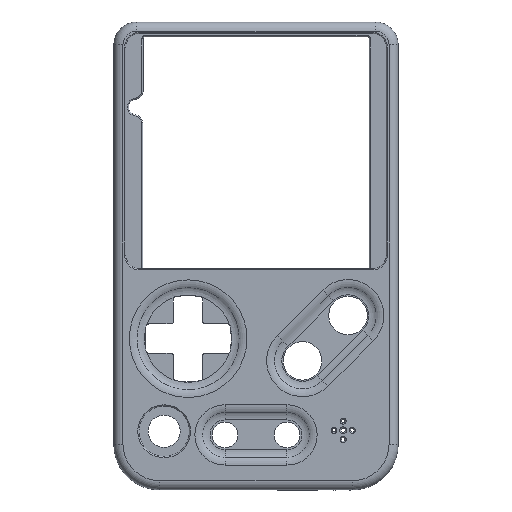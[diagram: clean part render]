
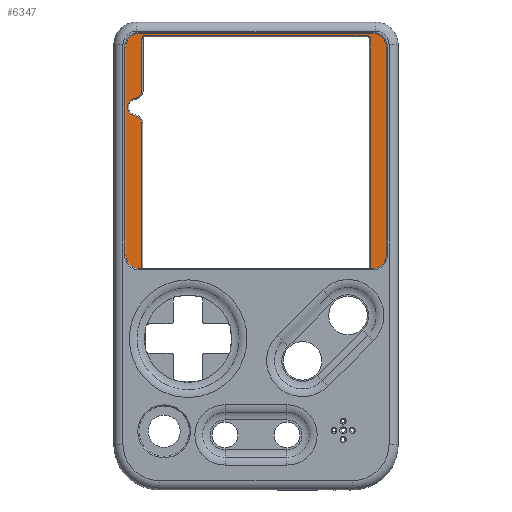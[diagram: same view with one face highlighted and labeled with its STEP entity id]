
A CAD part, top view. The second image highlights one B-rep face of the part: STEP entity #6347.
In plain terms, the highlighted planar face has unit normal (0, 0, 1).
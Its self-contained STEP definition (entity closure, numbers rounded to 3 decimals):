
#136=PLANE('',#6844);
#299=FACE_OUTER_BOUND('',#669,.T.);
#669=EDGE_LOOP('',(#4464,#4465,#4466,#4467,#4468,#4469,#4470,#4471,#4472,
#4473,#4474,#4475,#4476,#4477,#4478,#4479,#4480,#4481));
#1124=LINE('',#9997,#1660);
#1127=LINE('',#10007,#1663);
#1131=LINE('',#10019,#1667);
#1145=LINE('',#10049,#1681);
#1147=LINE('',#10061,#1683);
#1148=LINE('',#10065,#1684);
#1149=LINE('',#10069,#1685);
#1150=LINE('',#10073,#1686);
#1151=LINE('',#10076,#1687);
#1660=VECTOR('',#7840,10.);
#1663=VECTOR('',#7851,10.);
#1667=VECTOR('',#7863,10.);
#1681=VECTOR('',#7895,10.);
#1683=VECTOR('',#7911,10.);
#1684=VECTOR('',#7914,10.);
#1685=VECTOR('',#7917,10.);
#1686=VECTOR('',#7920,10.);
#1687=VECTOR('',#7923,10.);
#2208=CIRCLE('',#6822,0.75);
#2210=CIRCLE('',#6826,0.75);
#2213=CIRCLE('',#6831,1.75);
#2215=CIRCLE('',#6840,1.75);
#2216=CIRCLE('',#6842,1.95);
#2218=CIRCLE('',#6845,3.);
#2219=CIRCLE('',#6846,3.);
#2220=CIRCLE('',#6847,3.);
#2221=CIRCLE('',#6848,3.);
#2708=VERTEX_POINT('',#9994);
#2709=VERTEX_POINT('',#9996);
#2710=VERTEX_POINT('',#10000);
#2712=VERTEX_POINT('',#10006);
#2714=VERTEX_POINT('',#10012);
#2716=VERTEX_POINT('',#10018);
#2719=VERTEX_POINT('',#10025);
#2720=VERTEX_POINT('',#10042);
#2723=VERTEX_POINT('',#10047);
#2725=VERTEX_POINT('',#10053);
#2726=VERTEX_POINT('',#10060);
#2727=VERTEX_POINT('',#10062);
#2728=VERTEX_POINT('',#10064);
#2729=VERTEX_POINT('',#10066);
#2730=VERTEX_POINT('',#10068);
#2731=VERTEX_POINT('',#10070);
#2732=VERTEX_POINT('',#10072);
#2733=VERTEX_POINT('',#10074);
#3374=EDGE_CURVE('',#2708,#2709,#1124,.T.);
#3376=EDGE_CURVE('',#2709,#2710,#2208,.T.);
#3379=EDGE_CURVE('',#2710,#2712,#1127,.T.);
#3382=EDGE_CURVE('',#2712,#2714,#2210,.T.);
#3385=EDGE_CURVE('',#2714,#2716,#1131,.T.);
#3390=EDGE_CURVE('',#2716,#2719,#2213,.T.);
#3401=EDGE_CURVE('',#2723,#2720,#1145,.T.);
#3404=EDGE_CURVE('',#2725,#2723,#2215,.T.);
#3405=EDGE_CURVE('',#2719,#2725,#2216,.T.);
#3407=EDGE_CURVE('',#2726,#2708,#1147,.T.);
#3408=EDGE_CURVE('',#2726,#2727,#2218,.T.);
#3409=EDGE_CURVE('',#2728,#2727,#1148,.T.);
#3410=EDGE_CURVE('',#2728,#2729,#2219,.T.);
#3411=EDGE_CURVE('',#2730,#2729,#1149,.T.);
#3412=EDGE_CURVE('',#2730,#2731,#2220,.T.);
#3413=EDGE_CURVE('',#2732,#2731,#1150,.T.);
#3414=EDGE_CURVE('',#2732,#2733,#2221,.T.);
#3415=EDGE_CURVE('',#2720,#2733,#1151,.T.);
#4464=ORIENTED_EDGE('',*,*,#3374,.F.);
#4465=ORIENTED_EDGE('',*,*,#3407,.F.);
#4466=ORIENTED_EDGE('',*,*,#3408,.T.);
#4467=ORIENTED_EDGE('',*,*,#3409,.F.);
#4468=ORIENTED_EDGE('',*,*,#3410,.T.);
#4469=ORIENTED_EDGE('',*,*,#3411,.F.);
#4470=ORIENTED_EDGE('',*,*,#3412,.T.);
#4471=ORIENTED_EDGE('',*,*,#3413,.F.);
#4472=ORIENTED_EDGE('',*,*,#3414,.T.);
#4473=ORIENTED_EDGE('',*,*,#3415,.F.);
#4474=ORIENTED_EDGE('',*,*,#3401,.F.);
#4475=ORIENTED_EDGE('',*,*,#3404,.F.);
#4476=ORIENTED_EDGE('',*,*,#3405,.F.);
#4477=ORIENTED_EDGE('',*,*,#3390,.F.);
#4478=ORIENTED_EDGE('',*,*,#3385,.F.);
#4479=ORIENTED_EDGE('',*,*,#3382,.F.);
#4480=ORIENTED_EDGE('',*,*,#3379,.F.);
#4481=ORIENTED_EDGE('',*,*,#3376,.F.);
#6347=ADVANCED_FACE('',(#299),#136,.T.);
#6822=AXIS2_PLACEMENT_3D('',#10001,#7844,#7845);
#6826=AXIS2_PLACEMENT_3D('',#10013,#7856,#7857);
#6831=AXIS2_PLACEMENT_3D('',#10028,#7871,#7872);
#6840=AXIS2_PLACEMENT_3D('',#10055,#7901,#7902);
#6842=AXIS2_PLACEMENT_3D('',#10057,#7905,#7906);
#6844=AXIS2_PLACEMENT_3D('',#10059,#7909,#7910);
#6845=AXIS2_PLACEMENT_3D('',#10063,#7912,#7913);
#6846=AXIS2_PLACEMENT_3D('',#10067,#7915,#7916);
#6847=AXIS2_PLACEMENT_3D('',#10071,#7918,#7919);
#6848=AXIS2_PLACEMENT_3D('',#10075,#7921,#7922);
#7840=DIRECTION('',(0.,1.,0.));
#7844=DIRECTION('center_axis',(0.,0.,
1.));
#7845=DIRECTION('ref_axis',(0.707,0.707,0.));
#7851=DIRECTION('',(-1.,0.,0.));
#7856=DIRECTION('center_axis',(0.,0.,
1.));
#7857=DIRECTION('ref_axis',(-0.707,0.707,0.));
#7863=DIRECTION('',(0.,-1.,0.));
#7871=DIRECTION('center_axis',(0.,0.,
-1.));
#7872=DIRECTION('ref_axis',(0.757,-0.654,0.));
#7895=DIRECTION('',(0.,-1.,0.));
#7901=DIRECTION('center_axis',(0.,0.,
-1.));
#7902=DIRECTION('ref_axis',(0.766,0.643,0.));
#7905=DIRECTION('center_axis',(0.,0.,
1.));
#7906=DIRECTION('ref_axis',(-1.,0.,0.));
#7909=DIRECTION('center_axis',(0.,0.,
1.));
#7910=DIRECTION('ref_axis',(1.,0.,0.));
#7911=DIRECTION('',(-1.,0.,0.));
#7912=DIRECTION('center_axis',(0.,0.,
1.));
#7913=DIRECTION('ref_axis',(0.707,-0.707,0.));
#7914=DIRECTION('',(0.,-1.,0.));
#7915=DIRECTION('center_axis',(0.,0.,
1.));
#7916=DIRECTION('ref_axis',(0.707,0.707,0.));
#7917=DIRECTION('',(1.,0.,0.));
#7918=DIRECTION('center_axis',(0.,0.,
1.));
#7919=DIRECTION('ref_axis',(-0.707,0.707,0.));
#7920=DIRECTION('',(0.,1.,0.));
#7921=DIRECTION('center_axis',(0.,0.,
1.));
#7922=DIRECTION('ref_axis',(-0.707,-0.707,0.));
#7923=DIRECTION('',(-1.,0.,0.));
#9994=CARTESIAN_POINT('',(24.95,-3.8,3.6));
#9996=CARTESIAN_POINT('',(24.95,46.3,3.6));
#9997=CARTESIAN_POINT('',(24.95,34.875,3.6));
#10000=CARTESIAN_POINT('',(24.2,47.05,3.6));
#10001=CARTESIAN_POINT('Origin',(24.2,46.3,3.6));
#10006=CARTESIAN_POINT('',(-24.1,47.05,3.6));
#10007=CARTESIAN_POINT('',(5.,47.05,3.6));
#10012=CARTESIAN_POINT('',(-24.85,46.3,3.6));
#10013=CARTESIAN_POINT('Origin',(-24.1,46.3,3.6));
#10018=CARTESIAN_POINT('',(-24.85,35.125,3.6));
#10019=CARTESIAN_POINT('',(-24.85,33.875,3.6));
#10025=CARTESIAN_POINT('',(-26.346,33.393,3.6));
#10028=CARTESIAN_POINT('Origin',(-26.6,35.125,3.6));
#10042=CARTESIAN_POINT('',(-24.95,-3.8,3.6));
#10047=CARTESIAN_POINT('',(-24.95,27.819,3.6));
#10049=CARTESIAN_POINT('',(-24.95,33.875,3.6));
#10053=CARTESIAN_POINT('',(-26.399,29.543,3.6));
#10055=CARTESIAN_POINT('Origin',(-26.7,27.819,3.6));
#10057=CARTESIAN_POINT('Origin',(-26.063,31.464,3.6));
#10059=CARTESIAN_POINT('Origin',(0.,21.75,
3.6));
#10060=CARTESIAN_POINT('',(25.4,-3.8,3.6));
#10061=CARTESIAN_POINT('',(25.5,-3.8,3.6));
#10062=CARTESIAN_POINT('',(28.4,-0.8,3.6));
#10063=CARTESIAN_POINT('Origin',(25.4,-0.8,3.6));
#10064=CARTESIAN_POINT('',(28.4,44.5,3.6));
#10065=CARTESIAN_POINT('',(28.4,44.7,3.6));
#10066=CARTESIAN_POINT('',(25.4,47.5,3.6));
#10067=CARTESIAN_POINT('Origin',(25.4,44.5,3.6));
#10068=CARTESIAN_POINT('',(-25.4,47.5,3.6));
#10069=CARTESIAN_POINT('',(-25.5,47.5,3.6));
#10070=CARTESIAN_POINT('',(-28.4,44.5,3.6));
#10071=CARTESIAN_POINT('Origin',(-25.4,44.5,3.6));
#10072=CARTESIAN_POINT('',(-28.4,-0.8,3.6));
#10073=CARTESIAN_POINT('',(-28.4,-0.8,3.6));
#10074=CARTESIAN_POINT('',(-25.4,-3.8,3.6));
#10075=CARTESIAN_POINT('Origin',(-25.4,-0.8,3.6));
#10076=CARTESIAN_POINT('',(25.5,-3.8,3.6));
